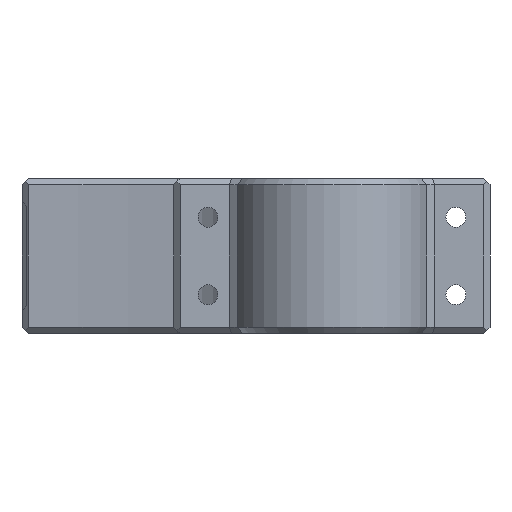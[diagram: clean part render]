
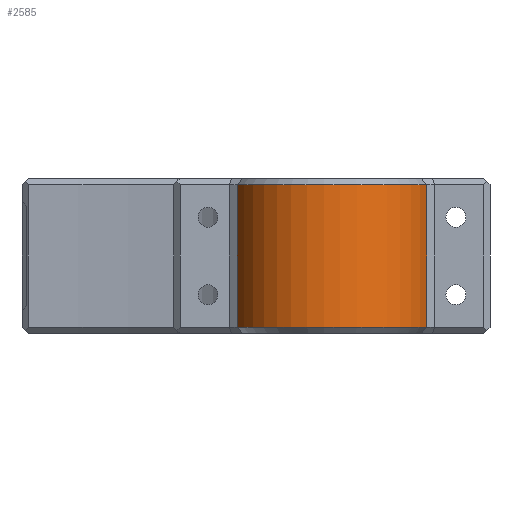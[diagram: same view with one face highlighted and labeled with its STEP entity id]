
A CAD part, front view. The second image highlights one B-rep face of the part: STEP entity #2585.
In plain terms, the highlighted cylindrical face has radius 16 mm (diameter 32 mm), a partial arc.
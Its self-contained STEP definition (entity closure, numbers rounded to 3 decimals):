
#17=CYLINDRICAL_SURFACE('',#2759,16.);
#106=CIRCLE('',#2753,16.);
#109=CIRCLE('',#2760,16.);
#165=FACE_OUTER_BOUND('',#318,.T.);
#318=EDGE_LOOP('',(#1850,#1851,#1852,#1853));
#520=LINE('',#3798,#827);
#522=LINE('',#3802,#829);
#827=VECTOR('',#3065,10.);
#829=VECTOR('',#3069,10.);
#1124=VERTEX_POINT('',#3775);
#1125=VERTEX_POINT('',#3782);
#1128=VERTEX_POINT('',#3797);
#1129=VERTEX_POINT('',#3801);
#1392=EDGE_CURVE('',#1125,#1124,#106,.T.);
#1397=EDGE_CURVE('',#1124,#1128,#520,.T.);
#1399=EDGE_CURVE('',#1129,#1125,#522,.T.);
#1400=EDGE_CURVE('',#1128,#1129,#109,.T.);
#1850=ORIENTED_EDGE('',*,*,#1392,.F.);
#1851=ORIENTED_EDGE('',*,*,#1399,.F.);
#1852=ORIENTED_EDGE('',*,*,#1400,.F.);
#1853=ORIENTED_EDGE('',*,*,#1397,.F.);
#2585=ADVANCED_FACE('',(#165),#17,.T.);
#2753=AXIS2_PLACEMENT_3D('',#3787,#3051,#3052);
#2759=AXIS2_PLACEMENT_3D('',#3800,#3067,#3068);
#2760=AXIS2_PLACEMENT_3D('',#3803,#3070,#3071);
#3051=DIRECTION('center_axis',(0.,0.,-1.));
#3052=DIRECTION('ref_axis',(1.,0.,0.));
#3065=DIRECTION('',(0.,0.,1.));
#3067=DIRECTION('center_axis',(0.,0.,1.));
#3068=DIRECTION('ref_axis',(1.,0.,0.));
#3069=DIRECTION('',(0.,0.,-1.));
#3070=DIRECTION('center_axis',(0.,0.,1.));
#3071=DIRECTION('ref_axis',(1.,0.,0.));
#3775=CARTESIAN_POINT('',(-15.262,-9.803,-11.5));
#3782=CARTESIAN_POINT('',(15.262,-9.803,-11.5));
#3787=CARTESIAN_POINT('Origin',(0.,-5.,-11.5));
#3797=CARTESIAN_POINT('',(-15.262,-9.803,11.5));
#3798=CARTESIAN_POINT('',(-15.262,-9.803,0.));
#3800=CARTESIAN_POINT('Origin',(0.,-5.,0.));
#3801=CARTESIAN_POINT('',(15.262,-9.803,11.5));
#3802=CARTESIAN_POINT('',(15.262,-9.803,0.));
#3803=CARTESIAN_POINT('Origin',(0.,-5.,11.5));
